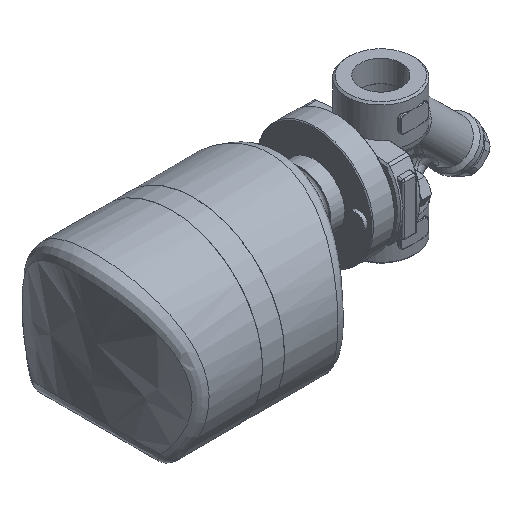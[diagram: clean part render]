
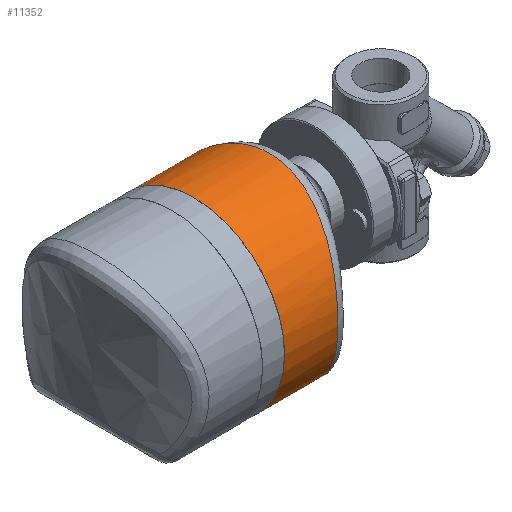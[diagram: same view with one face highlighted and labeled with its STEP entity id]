
A CAD part, isometric view. The second image highlights one B-rep face of the part: STEP entity #11352.
In plain terms, the highlighted cylindrical face has radius 52 mm (diameter 104 mm), a full revolution.
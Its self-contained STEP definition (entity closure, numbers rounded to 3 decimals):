
#10158=CARTESIAN_POINT('',(36.311,39.359,-33.984));
#10159=VERTEX_POINT('',#10158);
#10178=CARTESIAN_POINT('',(36.311,-39.359,-33.984));
#10179=VERTEX_POINT('',#10178);
#10187=CARTESIAN_POINT('',(65.393,0.0,0.));
#10188=DIRECTION('',(0.76,0.,-0.65));
#10189=DIRECTION('',(-0.65,0.0,-0.76));
#10190=AXIS2_PLACEMENT_3D('',#10187,#10188,#10189);
#10191=ELLIPSE('',#10190,68.442,52.0);
#10192=EDGE_CURVE('',#10179,#10159,#10191,.T.);
#11115=CARTESIAN_POINT('',(30.469,52.,0.024));
#11116=VERTEX_POINT('',#11115);
#11124=CARTESIAN_POINT('',(30.469,52.,0.024));
#11125=CARTESIAN_POINT('',(30.47,52.,0.934));
#11126=CARTESIAN_POINT('',(30.487,51.967,2.145));
#11127=CARTESIAN_POINT('',(30.569,51.818,4.569));
#11128=CARTESIAN_POINT('',(30.726,51.53,7.289));
#11129=CARTESIAN_POINT('',(30.996,51.027,10.121));
#11130=CARTESIAN_POINT('',(31.243,50.561,12.175));
#11131=CARTESIAN_POINT('',(31.399,50.265,13.336));
#11132=CARTESIAN_POINT('',(31.836,49.424,16.365));
#11133=CARTESIAN_POINT('',(32.721,47.682,21.157));
#11134=CARTESIAN_POINT('',(33.893,45.178,25.888));
#11135=CARTESIAN_POINT('',(34.632,43.484,28.524));
#11136=CARTESIAN_POINT('',(34.935,42.775,29.575));
#11137=CARTESIAN_POINT('',(35.171,42.215,30.371));
#11138=CARTESIAN_POINT('',(35.741,40.83,32.246));
#11139=CARTESIAN_POINT('',(36.985,37.669,36.086));
#11140=CARTESIAN_POINT('',(38.239,33.99,39.491));
#11141=CARTESIAN_POINT('',(39.158,30.867,41.853));
#11142=CARTESIAN_POINT('',(39.475,29.756,42.655));
#11143=CARTESIAN_POINT('',(39.761,28.702,43.367));
#11144=CARTESIAN_POINT('',(40.147,27.221,44.319));
#11145=CARTESIAN_POINT('',(40.522,25.699,45.227));
#11146=CARTESIAN_POINT('',(41.152,22.904,46.725));
#11147=CARTESIAN_POINT('',(41.763,19.813,48.139));
#11148=CARTESIAN_POINT('',(42.233,16.885,49.202));
#11149=CARTESIAN_POINT('',(42.448,15.35,49.684));
#11150=CARTESIAN_POINT('',(42.604,14.194,50.033));
#11151=CARTESIAN_POINT('',(42.807,12.544,50.484));
#11152=CARTESIAN_POINT('',(42.996,10.68,50.901));
#11153=CARTESIAN_POINT('',(43.117,9.298,51.165));
#11154=CARTESIAN_POINT('',(43.242,7.709,51.439));
#11155=CARTESIAN_POINT('',(43.421,4.801,51.829));
#11156=CARTESIAN_POINT('',(43.512,1.35,52.027));
#11157=CARTESIAN_POINT('',(43.495,-1.589,51.988));
#11158=CARTESIAN_POINT('',(43.457,-3.202,51.906));
#11159=CARTESIAN_POINT('',(43.374,-5.62,51.726));
#11160=CARTESIAN_POINT('',(43.163,-9.14,51.268));
#11161=CARTESIAN_POINT('',(42.786,-12.789,50.439));
#11162=CARTESIAN_POINT('',(42.484,-15.101,49.764));
#11163=CARTESIAN_POINT('',(42.268,-16.627,49.28));
#11164=CARTESIAN_POINT('',(41.872,-19.161,48.387));
#11165=CARTESIAN_POINT('',(41.288,-22.27,47.044));
#11166=CARTESIAN_POINT('',(40.665,-25.086,45.57));
#11167=CARTESIAN_POINT('',(40.003,-27.824,43.973));
#11168=CARTESIAN_POINT('',(39.161,-30.941,41.882));
#11169=CARTESIAN_POINT('',(38.29,-33.749,39.603));
#11170=CARTESIAN_POINT('',(37.715,-35.468,38.033));
#11171=CARTESIAN_POINT('',(37.328,-36.594,36.957));
#11172=CARTESIAN_POINT('',(36.67,-38.438,35.083));
#11173=CARTESIAN_POINT('',(35.935,-40.35,32.858));
#11174=CARTESIAN_POINT('',(35.164,-42.238,30.361));
#11175=CARTESIAN_POINT('',(34.598,-43.57,28.425));
#11176=CARTESIAN_POINT('',(34.006,-44.906,26.255));
#11177=CARTESIAN_POINT('',(33.527,-45.951,24.37));
#11178=CARTESIAN_POINT('',(33.029,-47.011,22.269));
#11179=CARTESIAN_POINT('',(32.402,-48.304,19.385));
#11180=CARTESIAN_POINT('',(31.681,-49.729,15.448));
#11181=CARTESIAN_POINT('',(31.15,-50.739,11.578));
#11182=CARTESIAN_POINT('',(30.672,-51.631,6.835));
#11183=CARTESIAN_POINT('',(30.465,-52.008,2.78));
#11184=CARTESIAN_POINT('',(30.468,-52.003,-1.259));
#11185=CARTESIAN_POINT('',(30.552,-51.85,-4.496));
#11186=CARTESIAN_POINT('',(30.785,-51.421,-8.114));
#11187=CARTESIAN_POINT('',(31.209,-50.628,-12.045));
#11188=CARTESIAN_POINT('',(31.876,-49.351,-16.693));
#11189=CARTESIAN_POINT('',(32.754,-47.601,-21.167));
#11190=CARTESIAN_POINT('',(33.645,-45.701,-24.856));
#11191=CARTESIAN_POINT('',(34.178,-44.52,-26.889));
#11192=CARTESIAN_POINT('',(34.997,-42.656,-29.86));
#11193=CARTESIAN_POINT('',(35.724,-40.892,-32.208));
#11194=CARTESIAN_POINT('',(36.311,-39.359,-33.984));
#11195=B_SPLINE_CURVE_WITH_KNOTS('',3,(#11124,#11125,#11126,#11127,#11128,#11129,#11130,#11131,#11132,#11133,#11134,#11135,#11136,#11137,#11138,#11139,#11140,#11141,#11142,#11143,#11144,#11145,#11146,#11147,#11148,#11149,#11150,#11151,#11152,#11153,#11154,#11155,#11156,#11157,#11158,#11159,#11160,#11161,#11162,#11163,#11164,#11165,#11166,#11167,#11168,#11169,#11170,#11171,#11172,#11173,#11174,#11175,#11176,#11177,#11178,#11179,#11180,#11181,#11182,#11183,#11184,#11185,#11186,#11187,#11188,#11189,#11190,#11191,#11192,#11193,#11194),.UNSPECIFIED.,.F.,.U.,(4,1,1,1,1,1,1,1,1,1,1,1,1,1,1,1,1,1,1,1,1,1,1,1,1,1,1,1,1,1,1,1,1,1,1,1,1,1,1,1,1,1,1,1,1,1,1,1,1,1,1,1,1,1,1,1,1,1,1,1,1,1,1,1,1,1,1,1,4),(-42.61,-42.376,-42.298,-41.987,-41.676,-41.56,-41.443,-41.365,-40.743,-40.121,-39.965,-39.913,-39.784,-39.706,-39.291,-38.461,-38.384,-38.254,-38.098,-38.047,-37.787,-37.632,-37.217,-36.906,-36.828,-36.802,-36.595,-36.387,-36.31,-36.232,-35.973,-35.558,-35.35,-35.221,-35.143,-34.728,-34.313,-34.184,-34.106,-33.899,-33.484,-33.224,-33.069,-32.654,-32.239,-32.11,-32.032,-31.824,-31.41,-31.254,-30.995,-30.787,-30.58,-30.424,-30.165,-29.75,-29.336,-29.128,-28.506,-28.299,-28.091,-27.676,-27.365,-27.054,-26.432,-26.121,-25.965,-25.81,-25.188),.UNSPECIFIED.);
#11196=EDGE_CURVE('',#11116,#10179,#11195,.T.);
#11297=CARTESIAN_POINT('',(36.311,39.359,-33.984));
#11298=CARTESIAN_POINT('',(35.878,40.492,-32.671));
#11299=CARTESIAN_POINT('',(35.231,42.092,-30.618));
#11300=CARTESIAN_POINT('',(34.408,44.005,-27.745));
#11301=CARTESIAN_POINT('',(33.61,45.786,-24.759));
#11302=CARTESIAN_POINT('',(32.68,47.748,-20.821));
#11303=CARTESIAN_POINT('',(31.894,49.312,-16.669));
#11304=CARTESIAN_POINT('',(31.249,50.555,-12.399));
#11305=CARTESIAN_POINT('',(30.859,51.284,-8.918));
#11306=CARTESIAN_POINT('',(30.545,51.862,-4.469));
#11307=CARTESIAN_POINT('',(30.469,52.001,-1.77));
#11308=CARTESIAN_POINT('',(30.469,52.,0.024));
#11309=B_SPLINE_CURVE_WITH_KNOTS('',3,(#11297,#11298,#11299,#11300,#11301,#11302,#11303,#11304,#11305,#11306,#11307,#11308),.UNSPECIFIED.,.F.,.U.,(4,1,1,1,1,1,1,1,1,4),(-17.423,-16.963,-16.733,-16.503,-16.043,-15.583,-15.353,-14.893,-14.663,-14.203),.UNSPECIFIED.);
#11310=EDGE_CURVE('',#10159,#11116,#11309,.T.);
#11331=CARTESIAN_POINT('',(25.5,0.0,0.));
#11332=DIRECTION('',(-1.0,0.0,0.));
#11333=DIRECTION('',(0.0,0.0,1.0));
#11334=AXIS2_PLACEMENT_3D('',#11331,#11332,#11333);
#11335=CYLINDRICAL_SURFACE('',#11334,52.0);
#11336=ORIENTED_EDGE('',*,*,#10192,.F.);
#11337=ORIENTED_EDGE('',*,*,#11196,.F.);
#11338=ORIENTED_EDGE('',*,*,#11310,.F.);
#11339=EDGE_LOOP('',(#11336,#11337,#11338));
#11340=FACE_OUTER_BOUND('',#11339,.T.);
#11341=CARTESIAN_POINT('',(0.0,0.0,52.0));
#11342=VERTEX_POINT('',#11341);
#11343=CARTESIAN_POINT('',(0.,0.0,0.));
#11344=DIRECTION('',(-1.0,0.0,0.0));
#11345=DIRECTION('',(0.0,0.0,1.0));
#11346=AXIS2_PLACEMENT_3D('',#11343,#11344,#11345);
#11347=CIRCLE('',#11346,52.0);
#11348=EDGE_CURVE('',#11342,#11342,#11347,.T.);
#11349=ORIENTED_EDGE('',*,*,#11348,.F.);
#11350=EDGE_LOOP('',(#11349));
#11351=FACE_BOUND('',#11350,.T.);
#11352=ADVANCED_FACE('',(#11340,#11351),#11335,.T.);
